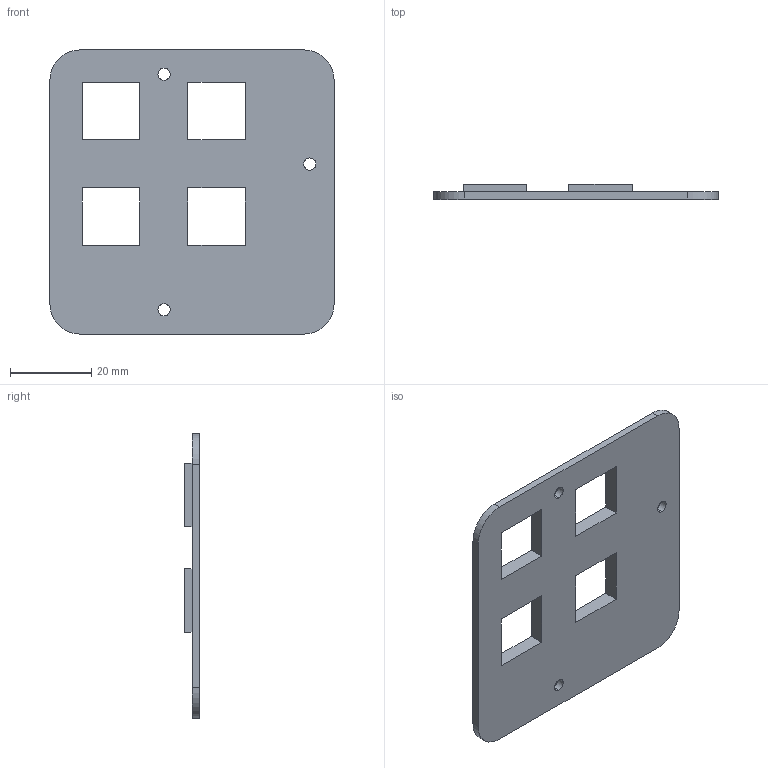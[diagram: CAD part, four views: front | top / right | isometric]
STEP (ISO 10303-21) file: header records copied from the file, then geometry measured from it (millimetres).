
FILE_DESCRIPTION (( 'STEP AP214' ), '1' );
FILE_NAME ('BasePlate_Ext_Corner.STEP', '2025-07-25T20:36:56', ( '' ), ( '' ), 'SwSTEP 2.0', 'SolidWorks 2024', '' );
FILE_SCHEMA (( 'AUTOMOTIVE_DESIGN' ));
Length unit declared in the file: millimetre
Products named in the file (1): BasePlate_Ext_Corner
Bounding box: 70 x 3.6 x 70 mm (x, y, z)
Volume: 7606.8 mm3; surface area: 9866.6 mm2
Topology: 1 solids, 1 shells, 52 faces, 138 edges, 92 vertices
Faces by surface type: plane 42, cylinder 10
Entity records: 1653 total; most frequent: CARTESIAN_POINT 283, ORIENTED_EDGE 276, DIRECTION 264, EDGE_CURVE 138, VECTOR 118, LINE 118, VERTEX_POINT 92, AXIS2_PLACEMENT_3D 73
